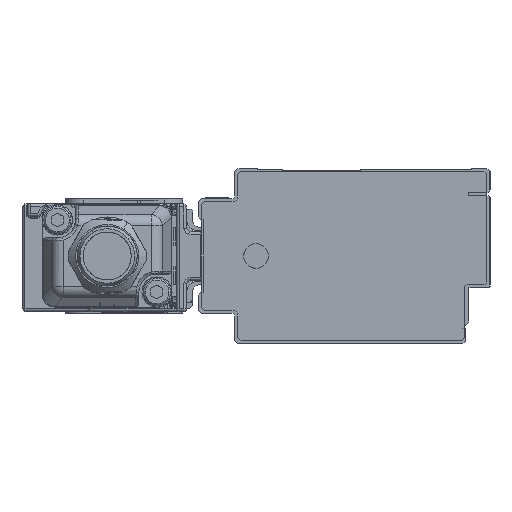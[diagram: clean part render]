
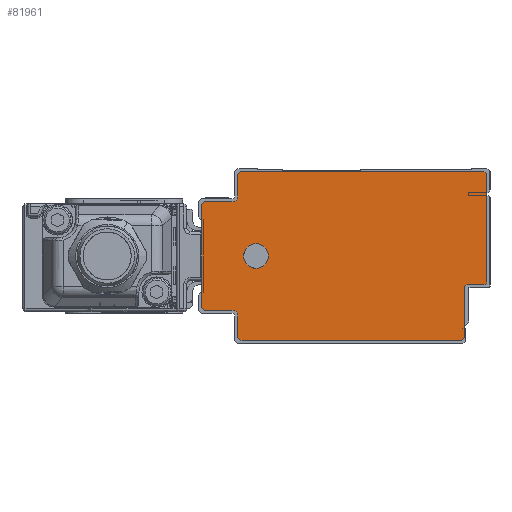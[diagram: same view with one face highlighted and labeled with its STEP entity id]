
A CAD part, left-side view. The second image highlights one B-rep face of the part: STEP entity #81961.
In plain terms, the highlighted planar face has unit normal (-1, 0, 0).
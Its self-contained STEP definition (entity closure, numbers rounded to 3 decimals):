
#80241=AXIS2_PLACEMENT_3D('Circle Axis2P3D',#80239,#80240,$) ;
#80279=AXIS2_PLACEMENT_3D('Circle Axis2P3D',#80277,#80278,$) ;
#80317=AXIS2_PLACEMENT_3D('Circle Axis2P3D',#80315,#80316,$) ;
#80355=AXIS2_PLACEMENT_3D('Circle Axis2P3D',#80353,#80354,$) ;
#81844=AXIS2_PLACEMENT_3D('Plane Axis2P3D',#81841,#81842,#81843) ;
#81848=AXIS2_PLACEMENT_3D('Circle Axis2P3D',#81846,#81847,$) ;
#81862=AXIS2_PLACEMENT_3D('Circle Axis2P3D',#81860,#81861,$) ;
#81876=AXIS2_PLACEMENT_3D('Circle Axis2P3D',#81874,#81875,$) ;
#81890=AXIS2_PLACEMENT_3D('Circle Axis2P3D',#81888,#81889,$) ;
#81904=AXIS2_PLACEMENT_3D('Circle Axis2P3D',#81902,#81903,$) ;
#81918=AXIS2_PLACEMENT_3D('Circle Axis2P3D',#81916,#81917,$) ;
#81945=AXIS2_PLACEMENT_3D('Circle Axis2P3D',#81943,#81944,$) ;
#81954=AXIS2_PLACEMENT_3D('Circle Axis2P3D',#81952,#81953,$) ;
#80197=CARTESIAN_POINT('Line Origine',(-1075.5,44.,14.5)) ;
#80201=CARTESIAN_POINT('Vertex',(-1075.5,44.,6.)) ;
#80203=CARTESIAN_POINT('Vertex',(-1075.5,44.,23.)) ;
#80239=CARTESIAN_POINT('Axis2P3D Location',(-1075.5,43.5,23.)) ;
#80243=CARTESIAN_POINT('Vertex',(-1075.5,43.5,23.5)) ;
#80258=CARTESIAN_POINT('Line Origine',(-1075.5,41.25,23.5)) ;
#80262=CARTESIAN_POINT('Vertex',(-1075.5,39.,23.5)) ;
#80277=CARTESIAN_POINT('Axis2P3D Location',(-1075.5,39.,24.5)) ;
#80281=CARTESIAN_POINT('Vertex',(-1075.5,38.,24.5)) ;
#80296=CARTESIAN_POINT('Line Origine',(-1075.5,38.,26.25)) ;
#80300=CARTESIAN_POINT('Vertex',(-1075.5,38.,28.)) ;
#80315=CARTESIAN_POINT('Axis2P3D Location',(-1075.5,37.5,28.)) ;
#80319=CARTESIAN_POINT('Vertex',(-1075.5,37.5,28.5)) ;
#80334=CARTESIAN_POINT('Line Origine',(-1075.5,17.25,28.5)) ;
#80338=CARTESIAN_POINT('Vertex',(-1075.5,-3.,28.5)) ;
#80353=CARTESIAN_POINT('Axis2P3D Location',(-1075.5,-3.,28.)) ;
#80357=CARTESIAN_POINT('Vertex',(-1075.5,-3.5,28.)) ;
#80372=CARTESIAN_POINT('Line Origine',(-1075.5,-3.5,19.1)) ;
#80376=CARTESIAN_POINT('Vertex',(-1075.5,-3.5,10.2)) ;
#81841=CARTESIAN_POINT('Axis2P3D Location',(-1075.5,0.,0.)) ;
#81846=CARTESIAN_POINT('Axis2P3D Location',(-1075.5,43.5,6.)) ;
#81850=CARTESIAN_POINT('Vertex',(-1075.5,43.5,5.5)) ;
#81853=CARTESIAN_POINT('Line Origine',(-1075.5,41.25,5.5)) ;
#81857=CARTESIAN_POINT('Vertex',(-1075.5,39.,5.5)) ;
#81860=CARTESIAN_POINT('Axis2P3D Location',(-1075.5,39.,4.5)) ;
#81864=CARTESIAN_POINT('Vertex',(-1075.5,38.,4.5)) ;
#81867=CARTESIAN_POINT('Line Origine',(-1075.5,38.,2.75)) ;
#81871=CARTESIAN_POINT('Vertex',(-1075.5,38.,1.)) ;
#81874=CARTESIAN_POINT('Axis2P3D Location',(-1075.5,37.5,1.)) ;
#81878=CARTESIAN_POINT('Vertex',(-1075.5,37.5,0.5)) ;
#81881=CARTESIAN_POINT('Line Origine',(-1075.5,19.15,0.5)) ;
#81885=CARTESIAN_POINT('Vertex',(-1075.5,0.8,0.5)) ;
#81888=CARTESIAN_POINT('Axis2P3D Location',(-1075.5,0.8,1.)) ;
#81892=CARTESIAN_POINT('Vertex',(-1075.5,0.3,1.)) ;
#81895=CARTESIAN_POINT('Line Origine',(-1075.5,0.3,5.1)) ;
#81899=CARTESIAN_POINT('Vertex',(-1075.5,0.3,9.2)) ;
#81902=CARTESIAN_POINT('Axis2P3D Location',(-1075.5,-0.2,9.2)) ;
#81906=CARTESIAN_POINT('Vertex',(-1075.5,-0.2,9.7)) ;
#81909=CARTESIAN_POINT('Line Origine',(-1075.5,-1.6,9.7)) ;
#81913=CARTESIAN_POINT('Vertex',(-1075.5,-3.,9.7)) ;
#81916=CARTESIAN_POINT('Axis2P3D Location',(-1075.5,-3.,10.2)) ;
#81943=CARTESIAN_POINT('Axis2P3D Location',(-1075.5,35.,14.5)) ;
#81947=CARTESIAN_POINT('Vertex',(-1075.5,33.186,13.509)) ;
#81949=CARTESIAN_POINT('Vertex',(-1075.5,36.814,15.491)) ;
#81952=CARTESIAN_POINT('Axis2P3D Location',(-1075.5,35.,14.5)) ;
#80198=DIRECTION('Vector Direction',(0.,0.,1.)) ;
#80240=DIRECTION('Axis2P3D Direction',(1.,0.,0.)) ;
#80259=DIRECTION('Vector Direction',(0.,1.,0.)) ;
#80278=DIRECTION('Axis2P3D Direction',(1.,0.,0.)) ;
#80297=DIRECTION('Vector Direction',(0.,0.,1.)) ;
#80316=DIRECTION('Axis2P3D Direction',(1.,0.,0.)) ;
#80335=DIRECTION('Vector Direction',(0.,1.,0.)) ;
#80354=DIRECTION('Axis2P3D Direction',(1.,0.,-0.)) ;
#80373=DIRECTION('Vector Direction',(0.,0.,-1.)) ;
#81842=DIRECTION('Axis2P3D Direction',(1.,0.,0.)) ;
#81843=DIRECTION('Axis2P3D XDirection',(0.,1.,0.)) ;
#81847=DIRECTION('Axis2P3D Direction',(1.,0.,0.)) ;
#81854=DIRECTION('Vector Direction',(0.,-1.,0.)) ;
#81861=DIRECTION('Axis2P3D Direction',(1.,0.,0.)) ;
#81868=DIRECTION('Vector Direction',(0.,0.,1.)) ;
#81875=DIRECTION('Axis2P3D Direction',(1.,0.,0.)) ;
#81882=DIRECTION('Vector Direction',(0.,-1.,0.)) ;
#81889=DIRECTION('Axis2P3D Direction',(1.,0.,0.)) ;
#81896=DIRECTION('Vector Direction',(0.,0.,-1.)) ;
#81903=DIRECTION('Axis2P3D Direction',(1.,0.,0.)) ;
#81910=DIRECTION('Vector Direction',(0.,1.,0.)) ;
#81917=DIRECTION('Axis2P3D Direction',(1.,0.,0.)) ;
#81944=DIRECTION('Axis2P3D Direction',(1.,0.,0.)) ;
#81953=DIRECTION('Axis2P3D Direction',(1.,0.,0.)) ;
#80199=VECTOR('Line Direction',#80198,1.) ;
#80260=VECTOR('Line Direction',#80259,1.) ;
#80298=VECTOR('Line Direction',#80297,1.) ;
#80336=VECTOR('Line Direction',#80335,1.) ;
#80374=VECTOR('Line Direction',#80373,1.) ;
#81855=VECTOR('Line Direction',#81854,1.) ;
#81869=VECTOR('Line Direction',#81868,1.) ;
#81883=VECTOR('Line Direction',#81882,1.) ;
#81897=VECTOR('Line Direction',#81896,1.) ;
#81911=VECTOR('Line Direction',#81910,1.) ;
#81922=ORIENTED_EDGE('',*,*,#80340,.F.) ;
#81923=ORIENTED_EDGE('',*,*,#80321,.F.) ;
#81924=ORIENTED_EDGE('',*,*,#80302,.F.) ;
#81925=ORIENTED_EDGE('',*,*,#80283,.F.) ;
#81926=ORIENTED_EDGE('',*,*,#80264,.F.) ;
#81927=ORIENTED_EDGE('',*,*,#80245,.F.) ;
#81928=ORIENTED_EDGE('',*,*,#80205,.F.) ;
#81929=ORIENTED_EDGE('',*,*,#81852,.F.) ;
#81930=ORIENTED_EDGE('',*,*,#81859,.F.) ;
#81931=ORIENTED_EDGE('',*,*,#81866,.F.) ;
#81932=ORIENTED_EDGE('',*,*,#81873,.F.) ;
#81933=ORIENTED_EDGE('',*,*,#81880,.F.) ;
#81934=ORIENTED_EDGE('',*,*,#81887,.F.) ;
#81935=ORIENTED_EDGE('',*,*,#81894,.F.) ;
#81936=ORIENTED_EDGE('',*,*,#81901,.F.) ;
#81937=ORIENTED_EDGE('',*,*,#81908,.F.) ;
#81938=ORIENTED_EDGE('',*,*,#81915,.F.) ;
#81939=ORIENTED_EDGE('',*,*,#81920,.F.) ;
#81940=ORIENTED_EDGE('',*,*,#80378,.F.) ;
#81941=ORIENTED_EDGE('',*,*,#80359,.F.) ;
#81958=ORIENTED_EDGE('',*,*,#81951,.T.) ;
#81959=ORIENTED_EDGE('',*,*,#81956,.T.) ;
#81960=FACE_BOUND('',#81957,.T.) ;
#81961=ADVANCED_FACE('\X2\FF8EFF9EFF83FF9EFF68FF70\X0\.2',(#81942,#81960),#81845,.F.) ;
#80242=CIRCLE('generated circle',#80241,0.5) ;
#80280=CIRCLE('generated circle',#80279,1.) ;
#80318=CIRCLE('generated circle',#80317,0.5) ;
#80356=CIRCLE('generated circle',#80355,0.5) ;
#81849=CIRCLE('generated circle',#81848,0.5) ;
#81863=CIRCLE('generated circle',#81862,1.) ;
#81877=CIRCLE('generated circle',#81876,0.5) ;
#81891=CIRCLE('generated circle',#81890,0.5) ;
#81905=CIRCLE('generated circle',#81904,0.5) ;
#81919=CIRCLE('generated circle',#81918,0.5) ;
#81946=CIRCLE('generated circle',#81945,2.067) ;
#81955=CIRCLE('generated circle',#81954,2.067) ;
#80205=EDGE_CURVE('',#80202,#80204,#80200,.T.) ;
#80245=EDGE_CURVE('',#80204,#80244,#80242,.T.) ;
#80264=EDGE_CURVE('',#80244,#80263,#80261,.F.) ;
#80283=EDGE_CURVE('',#80263,#80282,#80280,.F.) ;
#80302=EDGE_CURVE('',#80282,#80301,#80299,.T.) ;
#80321=EDGE_CURVE('',#80301,#80320,#80318,.T.) ;
#80340=EDGE_CURVE('',#80320,#80339,#80337,.F.) ;
#80359=EDGE_CURVE('',#80339,#80358,#80356,.T.) ;
#80378=EDGE_CURVE('',#80358,#80377,#80375,.T.) ;
#81852=EDGE_CURVE('',#81851,#80202,#81849,.T.) ;
#81859=EDGE_CURVE('',#81858,#81851,#81856,.F.) ;
#81866=EDGE_CURVE('',#81865,#81858,#81863,.F.) ;
#81873=EDGE_CURVE('',#81872,#81865,#81870,.T.) ;
#81880=EDGE_CURVE('',#81879,#81872,#81877,.T.) ;
#81887=EDGE_CURVE('',#81886,#81879,#81884,.F.) ;
#81894=EDGE_CURVE('',#81893,#81886,#81891,.T.) ;
#81901=EDGE_CURVE('',#81900,#81893,#81898,.T.) ;
#81908=EDGE_CURVE('',#81907,#81900,#81905,.F.) ;
#81915=EDGE_CURVE('',#81914,#81907,#81912,.T.) ;
#81920=EDGE_CURVE('',#80377,#81914,#81919,.T.) ;
#81951=EDGE_CURVE('',#81948,#81950,#81946,.T.) ;
#81956=EDGE_CURVE('',#81950,#81948,#81955,.T.) ;
#81921=EDGE_LOOP('',(#81922,#81923,#81924,#81925,#81926,#81927,#81928,#81929,#81930,#81931,#81932,#81933,#81934,#81935,#81936,#81937,#81938,#81939,#81940,#81941)) ;
#81957=EDGE_LOOP('',(#81958,#81959)) ;
#81942=FACE_OUTER_BOUND('',#81921,.T.) ;
#80200=LINE('Line',#80197,#80199) ;
#80261=LINE('Line',#80258,#80260) ;
#80299=LINE('Line',#80296,#80298) ;
#80337=LINE('Line',#80334,#80336) ;
#80375=LINE('Line',#80372,#80374) ;
#81856=LINE('Line',#81853,#81855) ;
#81870=LINE('Line',#81867,#81869) ;
#81884=LINE('Line',#81881,#81883) ;
#81898=LINE('Line',#81895,#81897) ;
#81912=LINE('Line',#81909,#81911) ;
#81845=PLANE('Plane',#81844) ;
#80202=VERTEX_POINT('',#80201) ;
#80204=VERTEX_POINT('',#80203) ;
#80244=VERTEX_POINT('',#80243) ;
#80263=VERTEX_POINT('',#80262) ;
#80282=VERTEX_POINT('',#80281) ;
#80301=VERTEX_POINT('',#80300) ;
#80320=VERTEX_POINT('',#80319) ;
#80339=VERTEX_POINT('',#80338) ;
#80358=VERTEX_POINT('',#80357) ;
#80377=VERTEX_POINT('',#80376) ;
#81851=VERTEX_POINT('',#81850) ;
#81858=VERTEX_POINT('',#81857) ;
#81865=VERTEX_POINT('',#81864) ;
#81872=VERTEX_POINT('',#81871) ;
#81879=VERTEX_POINT('',#81878) ;
#81886=VERTEX_POINT('',#81885) ;
#81893=VERTEX_POINT('',#81892) ;
#81900=VERTEX_POINT('',#81899) ;
#81907=VERTEX_POINT('',#81906) ;
#81914=VERTEX_POINT('',#81913) ;
#81948=VERTEX_POINT('',#81947) ;
#81950=VERTEX_POINT('',#81949) ;
